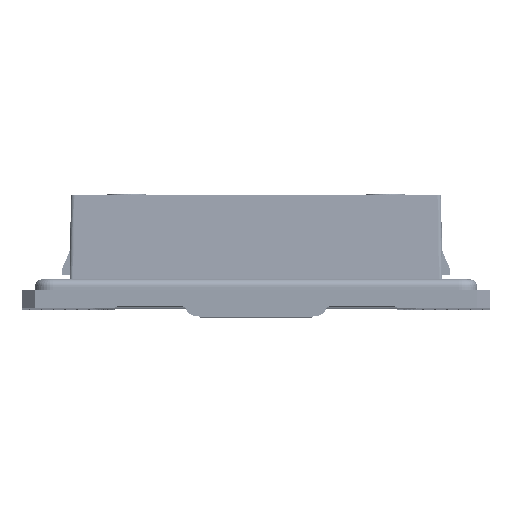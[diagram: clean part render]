
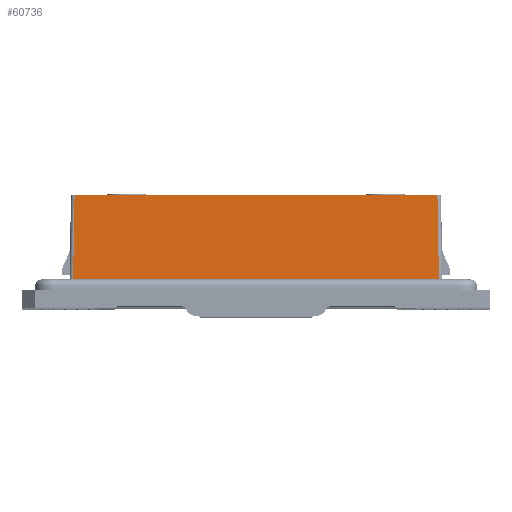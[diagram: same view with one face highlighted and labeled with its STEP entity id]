
A CAD part, top view. The second image highlights one B-rep face of the part: STEP entity #60736.
In plain terms, the highlighted planar face has unit normal (0, 0.018, 1).
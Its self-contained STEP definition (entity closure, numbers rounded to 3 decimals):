
#12898=FACE_OUTER_BOUND('',#17599,.T.);
#17599=EDGE_LOOP('',(#51598,#51599,#51600,#51601));
#18855=LINE('',#135488,#21484);
#18857=LINE('',#135501,#21486);
#19725=LINE('',#156001,#22354);
#20174=LINE('',#173643,#22803);
#21484=VECTOR('',#76298,1.);
#21486=VECTOR('',#76306,1.);
#22354=VECTOR('',#79258,1.);
#22803=VECTOR('',#81693,1.);
#26570=VERTEX_POINT('',#135486);
#26571=VERTEX_POINT('',#135487);
#26574=VERTEX_POINT('',#135500);
#27671=VERTEX_POINT('',#156000);
#33043=EDGE_CURVE('',#26570,#26571,#18855,.T.);
#33048=EDGE_CURVE('',#26570,#26574,#18857,.F.);
#34912=EDGE_CURVE('',#27671,#26574,#19725,.F.);
#36256=EDGE_CURVE('',#26571,#27671,#20174,.F.);
#51598=ORIENTED_EDGE('',*,*,#34912,.T.);
#51599=ORIENTED_EDGE('',*,*,#33048,.F.);
#51600=ORIENTED_EDGE('',*,*,#33043,.T.);
#51601=ORIENTED_EDGE('',*,*,#36256,.T.);
#53519=PLANE('',#66984);
#60736=ADVANCED_FACE('',(#12898),#53519,.T.);
#66984=AXIS2_PLACEMENT_3D('',#173642,#81691,#81692);
#76298=DIRECTION('',(-0.017,-1.,0.017));
#76306=DIRECTION('',(-1.,0.,0.));
#79258=DIRECTION('',(0.017,-1.,0.017));
#81691=DIRECTION('center_axis',(0.,0.017,1.));
#81692=DIRECTION('ref_axis',(-1.,0.,0.));
#81693=DIRECTION('',(-1.,0.,0.));
#135486=CARTESIAN_POINT('',(33.364,45.095,131.92));
#135487=CARTESIAN_POINT('',(32.927,20.078,132.356));
#135488=CARTESIAN_POINT('',(33.137,32.095,132.147));
#135500=CARTESIAN_POINT('',(134.364,45.095,131.92));
#135501=CARTESIAN_POINT('',(83.864,45.095,131.92));
#156000=CARTESIAN_POINT('',(134.801,20.078,132.356));
#156001=CARTESIAN_POINT('',(134.591,32.095,132.147));
#173642=CARTESIAN_POINT('Origin',(83.864,45.095,131.92));
#173643=CARTESIAN_POINT('',(83.864,20.078,132.356));
